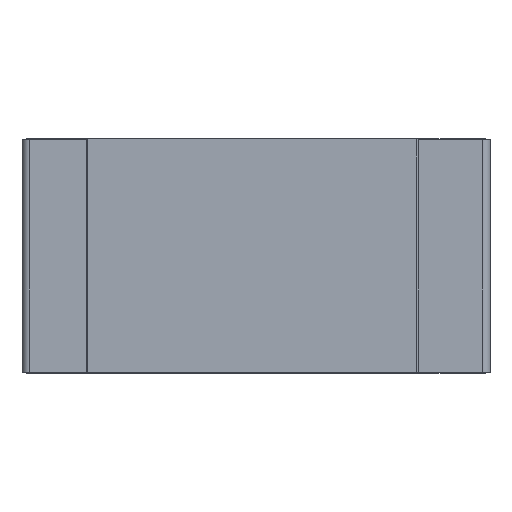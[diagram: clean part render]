
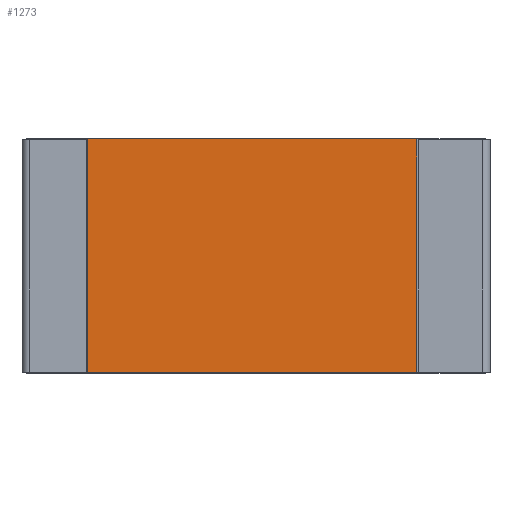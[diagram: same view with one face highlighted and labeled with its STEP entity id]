
A CAD part, top view. The second image highlights one B-rep face of the part: STEP entity #1273.
In plain terms, the highlighted planar face has unit normal (0, 0, 1).
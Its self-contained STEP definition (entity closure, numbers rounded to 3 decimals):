
#163=EDGE_CURVE('',#430,#427,#431,.T.);
#207=EDGE_CURVE('',#427,#489,#492,.T.);
#209=EDGE_CURVE('',#489,#494,#495,.T.);
#211=EDGE_CURVE('',#430,#494,#497,.T.);
#427=VERTEX_POINT('',#772);
#430=VERTEX_POINT('',#777);
#431=LINE('',#778,#779);
#489=VERTEX_POINT('',#873);
#492=LINE('',#878,#879);
#494=VERTEX_POINT('',#882);
#495=LINE('',#883,#884);
#497=LINE('',#887,#888);
#772=CARTESIAN_POINT('',(1.1,-0.8,0.3));
#777=CARTESIAN_POINT('',(-1.15,-0.8,0.3));
#778=CARTESIAN_POINT('',(-1.15,-0.8,0.3));
#779=VECTOR('',#1319,2.25);
#873=CARTESIAN_POINT('',(1.1,0.8,0.3));
#878=CARTESIAN_POINT('',(1.1,-0.8,0.3));
#879=VECTOR('',#1351,1.6);
#882=CARTESIAN_POINT('',(-1.15,0.8,0.3));
#883=CARTESIAN_POINT('',(1.1,0.8,0.3));
#884=VECTOR('',#1352,2.25);
#887=CARTESIAN_POINT('',(-1.15,-0.8,0.3));
#888=VECTOR('',#1353,1.6);
#1273=ADVANCED_FACE('',(#1491),#1492,.T.);
#1319=DIRECTION('',(1.0,0.0,0.0));
#1351=DIRECTION('',(0.0,1.0,0.0));
#1352=DIRECTION('',(-1.0,0.0,0.0));
#1353=DIRECTION('',(0.0,1.0,0.0));
#1491=FACE_OUTER_BOUND('',#1576,.T.);
#1492=PLANE('',#1577);
#1576=EDGE_LOOP('',(#1707,#1708,#1709,#1710));
#1577=AXIS2_PLACEMENT_3D('',#1711,#1712,#1713);
#1707=ORIENTED_EDGE('',*,*,#209,.T.);
#1708=ORIENTED_EDGE('',*,*,#211,.F.);
#1709=ORIENTED_EDGE('',*,*,#163,.T.);
#1710=ORIENTED_EDGE('',*,*,#207,.T.);
#1711=CARTESIAN_POINT('',(0.0,0.0,0.3));
#1712=DIRECTION('',(0.0,0.0,1.0));
#1713=DIRECTION('',(1.0,0.0,0.0));
